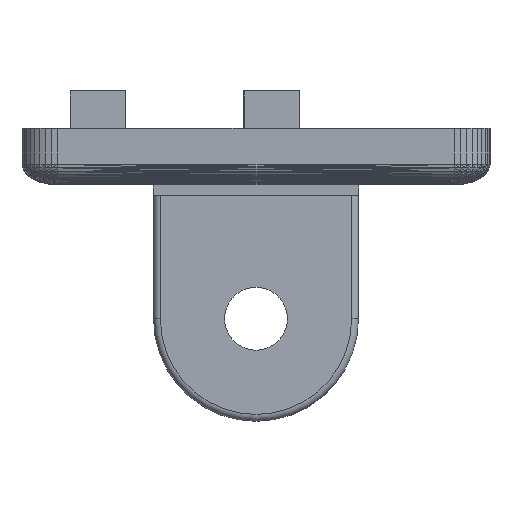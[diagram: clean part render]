
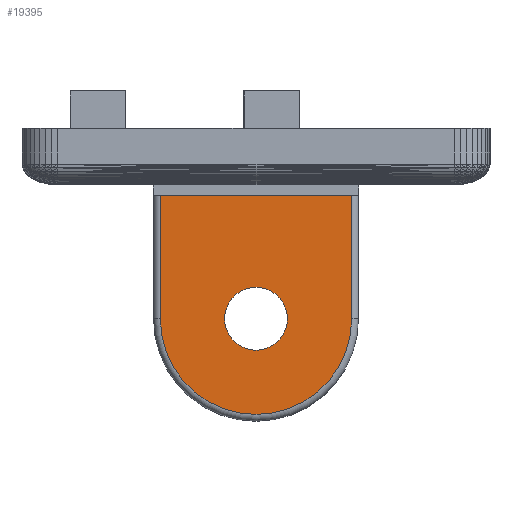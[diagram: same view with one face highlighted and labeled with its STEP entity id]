
A CAD part, left-side view. The second image highlights one B-rep face of the part: STEP entity #19395.
In plain terms, the highlighted planar face has unit normal (-1, 0, 0).
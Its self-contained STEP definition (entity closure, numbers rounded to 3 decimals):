
#34=FACE_BOUND('',#1453,.T.);
#51=CIRCLE('',#20802,7.);
#52=CIRCLE('',#20803,2.3);
#71=FACE_OUTER_BOUND('',#1452,.T.);
#1452=EDGE_LOOP('',(#11627,#11628,#11629,#11630));
#1453=EDGE_LOOP('',(#11631));
#2872=LINE('',#27586,#5387);
#2874=LINE('',#27597,#5389);
#2875=LINE('',#27601,#5390);
#5387=VECTOR('',#22242,10.);
#5389=VECTOR('',#22256,1000.);
#5390=VECTOR('',#22261,1000.);
#7898=VERTEX_POINT('',#27583);
#7899=VERTEX_POINT('',#27585);
#7902=VERTEX_POINT('',#27595);
#7903=VERTEX_POINT('',#27599);
#7904=VERTEX_POINT('',#27602);
#9067=EDGE_CURVE('',#7899,#7898,#2872,.T.);
#9073=EDGE_CURVE('',#7902,#7898,#2874,.F.);
#9074=EDGE_CURVE('',#7903,#7902,#51,.F.);
#9075=EDGE_CURVE('',#7899,#7903,#2875,.F.);
#9076=EDGE_CURVE('',#7904,#7904,#52,.T.);
#11627=ORIENTED_EDGE('',*,*,#9067,.T.);
#11628=ORIENTED_EDGE('',*,*,#9073,.F.);
#11629=ORIENTED_EDGE('',*,*,#9074,.F.);
#11630=ORIENTED_EDGE('',*,*,#9075,.F.);
#11631=ORIENTED_EDGE('',*,*,#9076,.T.);
#16645=PLANE('',#20801);
#19395=ADVANCED_FACE('',(#71,#34),#16645,.T.);
#20801=AXIS2_PLACEMENT_3D('',#27598,#22257,#22258);
#20802=AXIS2_PLACEMENT_3D('',#27600,#22259,#22260);
#20803=AXIS2_PLACEMENT_3D('',#27603,#22262,#22263);
#22242=DIRECTION('',(0.,1.,0.));
#22256=DIRECTION('',(0.,0.,-1.));
#22257=DIRECTION('center_axis',(-1.,0.,
0.));
#22258=DIRECTION('ref_axis',(0.,-1.,0.));
#22259=DIRECTION('center_axis',(-1.,0.,
0.));
#22260=DIRECTION('ref_axis',(0.,0.,1.));
#22261=DIRECTION('',(0.,0.,1.));
#22262=DIRECTION('center_axis',(1.,0.,
0.));
#22263=DIRECTION('ref_axis',(0.,-0.94,0.342));
#27583=CARTESIAN_POINT('',(-58.847,-12.869,-8.46));
#27585=CARTESIAN_POINT('',(-58.847,-26.869,-8.46));
#27586=CARTESIAN_POINT('',(-58.847,-21.869,-8.46));
#27595=CARTESIAN_POINT('',(-58.847,-12.869,-17.46));
#27597=CARTESIAN_POINT('',(-58.847,-12.869,-17.46));
#27598=CARTESIAN_POINT('Origin',(-58.847,-19.869,-17.46));
#27599=CARTESIAN_POINT('',(-58.847,-26.869,-17.46));
#27600=CARTESIAN_POINT('Origin',(-58.847,-19.869,-17.46));
#27601=CARTESIAN_POINT('',(-58.847,-26.869,-17.46));
#27602=CARTESIAN_POINT('',(-58.847,-17.708,-18.247));
#27603=CARTESIAN_POINT('Origin',(-58.847,-19.869,-17.46));
